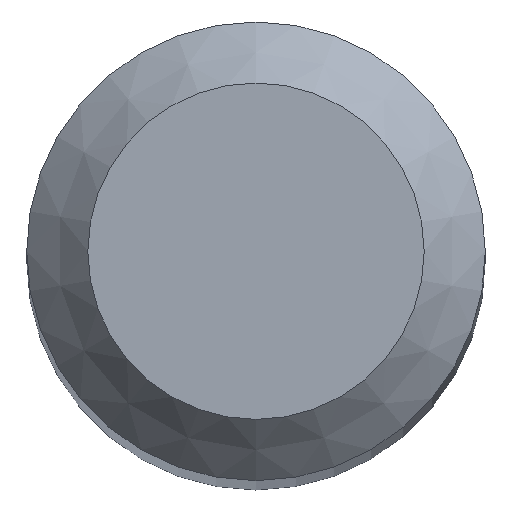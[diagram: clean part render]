
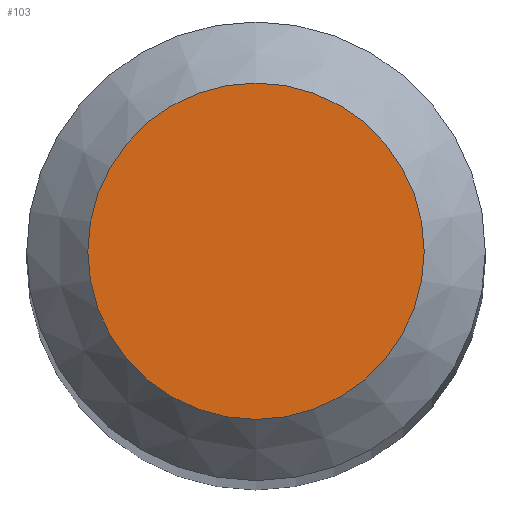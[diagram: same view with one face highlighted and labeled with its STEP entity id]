
A CAD part, top view. The second image highlights one B-rep face of the part: STEP entity #103.
In plain terms, the highlighted planar face has unit normal (0, 0, 1).
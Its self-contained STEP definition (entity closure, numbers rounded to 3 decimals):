
#6 = EDGE_CURVE ( 'NONE', #48, #48, #191, .T. ) ;
#38 = CARTESIAN_POINT ( 'NONE',  ( 0., 0., 50. ) ) ;
#48 = VERTEX_POINT ( 'NONE', #210 ) ;
#71 = DIRECTION ( 'NONE',  ( 0., 1., 0. ) ) ;
#73 = CARTESIAN_POINT ( 'NONE',  ( 0., 0., 50. ) ) ;
#102 = DIRECTION ( 'NONE',  ( 0., 1., 0. ) ) ;
#103 = ADVANCED_FACE ( 'NONE', ( #246 ), #206, .F. ) ;
#106 = ORIENTED_EDGE ( 'NONE', *, *, #6, .F. ) ;
#109 = DIRECTION ( 'NONE',  ( 0., 0., -1. ) ) ;
#146 = AXIS2_PLACEMENT_3D ( 'NONE', #38, #109, #102 ) ;
#164 = DIRECTION ( 'NONE',  ( 0., 0., -1. ) ) ;
#191 = CIRCLE ( 'NONE', #146, 1.1 ) ;
#203 = EDGE_LOOP ( 'NONE', ( #106 ) ) ;
#206 = PLANE ( 'NONE',  #234 ) ;
#210 = CARTESIAN_POINT ( 'NONE',  ( 0., 1.1, 50. ) ) ;
#234 = AXIS2_PLACEMENT_3D ( 'NONE', #73, #164, #71 ) ;
#246 = FACE_OUTER_BOUND ( 'NONE', #203, .T. ) ;
